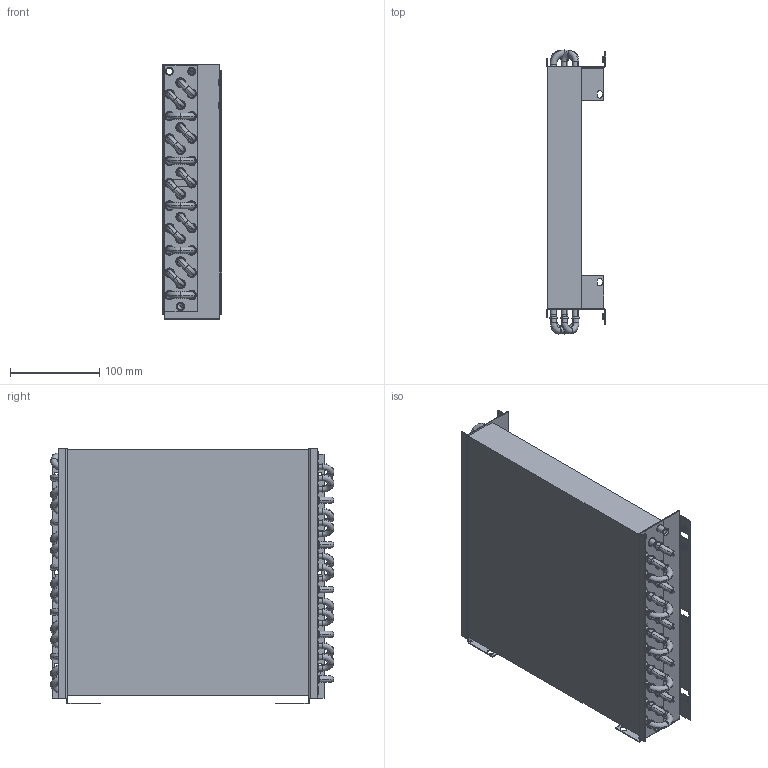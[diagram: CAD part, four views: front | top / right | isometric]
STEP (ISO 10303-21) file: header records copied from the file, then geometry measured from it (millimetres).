
FILE_DESCRIPTION((''),'2;1');
FILE_NAME('1130270A50_ASM','2019-12-19T',('U371994'),('DANFOSS COMMERCIAL COMPRESSOR'),'CREO PARAMETRIC BY PTC INC, 2015480','CREO PARAMETRIC BY PTC INC, 2015480','');
FILE_SCHEMA(('CONFIG_CONTROL_DESIGN'));
Length unit declared in the file: millimetre
Products named in the file (8): RN5006906; RN5006907; R59600314; RN5006901; 2907041821; 2907042521; R57600314; 1130270A50_ASM
Assembly tree (34 placements, depth 2):
  1130270A50_ASM
    RN5006906
    RN5006907
    R59600314  x5
    RN5006901
    2907041821  x10
    2907042521  x5
    R57600314  x11
Bounding box: 66 x 317.1 x 286 mm (x, y, z)
Volume: 2464525.4 mm3; surface area: 966719.8 mm2
Topology: 34 solids, 34 shells, 1743 faces, 3882 edges, 2258 vertices
Faces by surface type: torus 752, cylinder 612, plane 251, cone 128
Entity records: 34155 total; most frequent: DIRECTION 6956, CARTESIAN_POINT 5592, ORIENTED_EDGE 5372, AXIS2_PLACEMENT_3D 3111, EDGE_CURVE 2686, CIRCLE 1924, VERTEX_POINT 1606, EDGE_LOOP 1426
